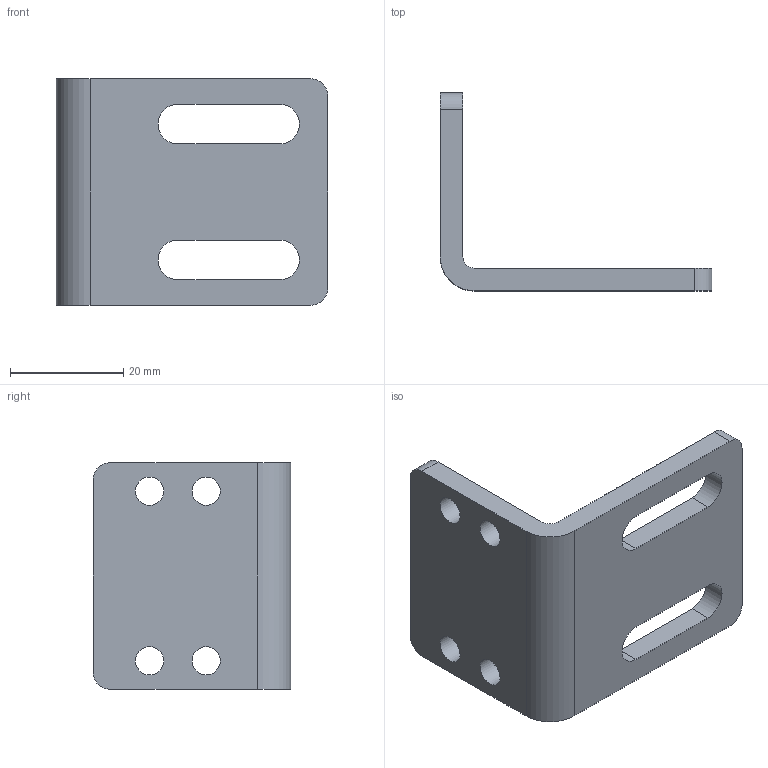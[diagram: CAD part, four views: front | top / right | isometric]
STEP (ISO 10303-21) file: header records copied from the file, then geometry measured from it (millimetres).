
FILE_DESCRIPTION(/* description */ (''),/* implementation_level */ '2;1');
FILE_NAME(/* name */ '140410',/* time_stamp */ '2014-10-06T11:07:37+02:00',/* author */ (''),/* organization */ (''),/* preprocessor_version */ 'ST-DEVELOPER v14',/* originating_system */ 'HiCAD 2013 1802.4 Build 509',/* authorisation */ '');
FILE_SCHEMA (('AUTOMOTIVE_DESIGN { 1 0 10303 214 1 1 1 1 }'));
Length unit declared in the file: millimetre
Products named in the file (2): Root; 140410Bevestigingsbeugel voor magneetsluitingBOIKON
Assembly tree (1 placements, depth 2):
  Root
    140410Bevestigingsbeugel voor magneetsluitingBOIKON
Bounding box: 48 x 35 x 40 mm (x, y, z)
Volume: 10704.4 mm3; surface area: 6985.1 mm2
Topology: 1 solids, 1 shells, 26 faces, 76 edges, 52 vertices
Faces by surface type: cylinder 14, plane 12
Full cylindrical faces by diameter (mm): 5 x4
Entity records: 1564 total; most frequent: DIRECTION 152, CARTESIAN_POINT 144, PRESENTATION_STYLE_ASSIGNMENT 137, COLOUR_RGB 137, DRAUGHTING_PRE_DEFINED_CURVE_FONT 136, CURVE_STYLE 136, OVER_RIDING_STYLED_ITEM 136, ORIENTED_EDGE 136
